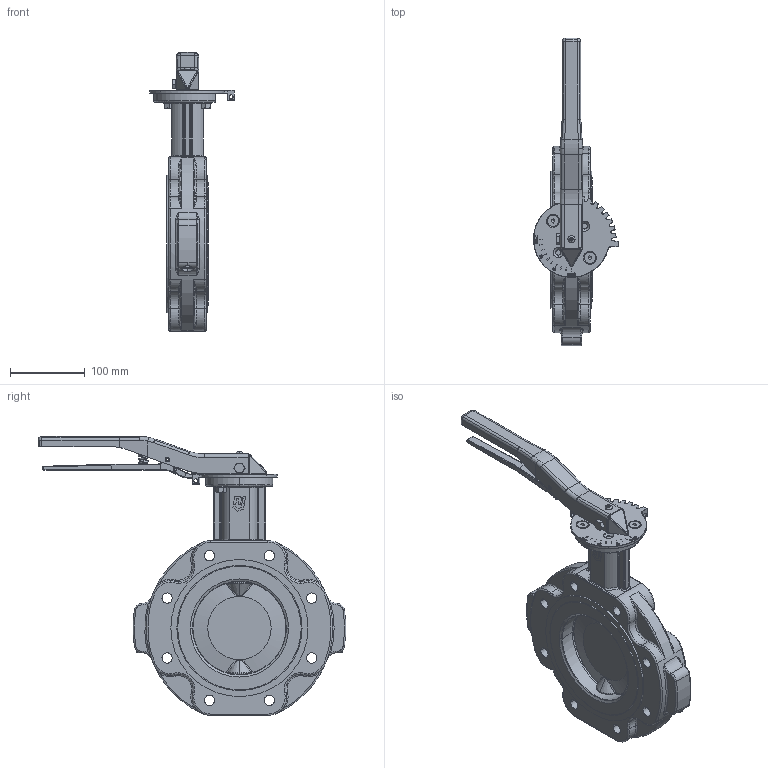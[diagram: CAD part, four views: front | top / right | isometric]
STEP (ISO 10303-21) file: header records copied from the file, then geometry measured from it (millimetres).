
FILE_DESCRIPTION(('HOOPS Exchange Step'),'2;1');
FILE_NAME('AK10_DN125_PN10-16_Handhebel.stp','2025-10-06T10:04:50+02:00',('nieru'),('Unknown organisation'),'HOOPS Exchange 2024.2','HOOPS Exchange','Unknown authorisation');
FILE_SCHEMA( ('AP203_CONFIGURATION_CONTROLLED_3D_DESIGN_OF_MECHANICAL_PARTS_AND_ASSEMBLIES_MIM_LF') );
Length unit declared in the file: millimetre
Products named in the file (3): 0; root
Assembly tree (2 placements, depth 3):
  root
    0
      0
Bounding box: 113.85 x 412.76 x 374.39 mm (x, y, z)
Volume: 2201455.5 mm3; surface area: 338998.4 mm2
Topology: 2 solids, 2 shells, 1640 faces, 4238 edges, 2602 vertices
Faces by surface type: cylinder 560, plane 416, bspline 272, torus 252, cone 97, sphere 43
Entity records: 107388 total; most frequent: CARTESIAN_POINT 71962, ORIENTED_EDGE 8334, DIRECTION 5840, EDGE_CURVE 4167, VERTEX_POINT 2602, AXIS2_PLACEMENT_3D 2216, EDGE_LOOP 1759, FACE_BOUND 1759
